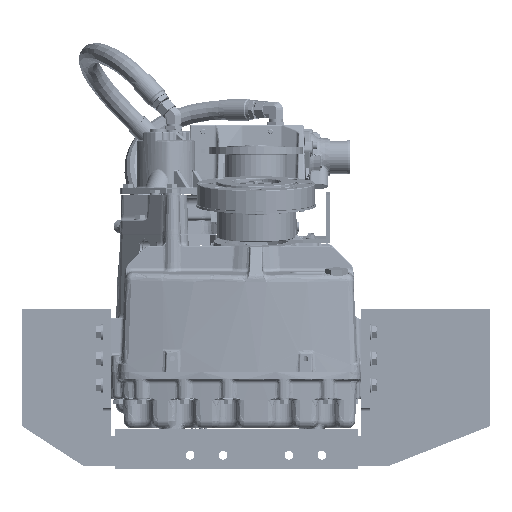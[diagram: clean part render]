
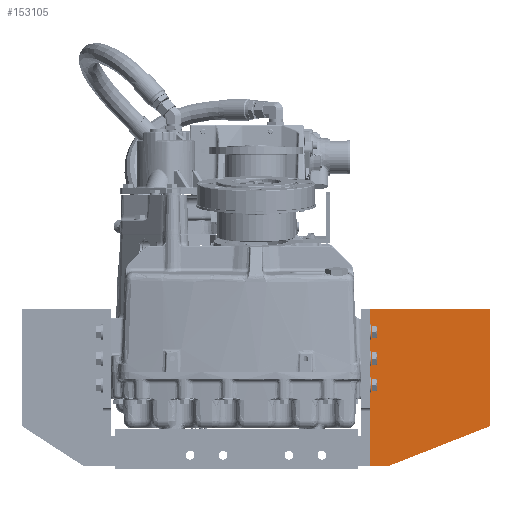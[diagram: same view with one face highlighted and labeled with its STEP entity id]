
A CAD part, front view. The second image highlights one B-rep face of the part: STEP entity #153105.
In plain terms, the highlighted planar face has unit normal (0, -1, 0).
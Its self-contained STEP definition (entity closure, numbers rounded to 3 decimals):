
#2120 = LINE ( 'NONE', #224983, #205446 ) ;
#4626 = LINE ( 'NONE', #13427, #151638 ) ;
#7158 = CARTESIAN_POINT ( 'NONE',  ( 450.85, -127., 231.762 ) ) ;
#13427 = CARTESIAN_POINT ( 'NONE',  ( 450.85, -127., 119.05 ) ) ;
#38303 = EDGE_CURVE ( 'NONE', #129275, #189039, #133154, .T. ) ;
#40587 = CARTESIAN_POINT ( 'NONE',  ( 334.963, -127., 231.762 ) ) ;
#44624 = DIRECTION ( 'NONE',  ( 1., 0., 0. ) ) ;
#50968 = CARTESIAN_POINT ( 'NONE',  ( 219.075, -127., 231.762 ) ) ;
#51202 = CARTESIAN_POINT ( 'NONE',  ( 219.075, -127., 231.762 ) ) ;
#68377 = DIRECTION ( 'NONE',  ( -1., 0., 0. ) ) ;
#72394 = CARTESIAN_POINT ( 'NONE',  ( 334.963, -127., -69.863 ) ) ;
#78695 = DIRECTION ( 'NONE',  ( 0., 0., -1. ) ) ;
#82397 = CARTESIAN_POINT ( 'NONE',  ( 219.075, -127., 80.95 ) ) ;
#105288 = PLANE ( 'NONE',  #347840 ) ;
#106243 = VERTEX_POINT ( 'NONE', #314101 ) ;
#110227 = DIRECTION ( 'NONE',  ( 0., 0., -1. ) ) ;
#129275 = VERTEX_POINT ( 'NONE', #244216 ) ;
#130309 = VECTOR ( 'NONE', #110227, 1000. ) ;
#133154 = LINE ( 'NONE', #72394, #345390 ) ;
#151638 = VECTOR ( 'NONE', #206894, 1000. ) ;
#153105 = ADVANCED_FACE ( 'NONE', ( #277166 ), #105288, .T. ) ;
#168281 = VERTEX_POINT ( 'NONE', #7158 ) ;
#176539 = ORIENTED_EDGE ( 'NONE', *, *, #317565, .T. ) ;
#189039 = VERTEX_POINT ( 'NONE', #240055 ) ;
#191117 = VERTEX_POINT ( 'NONE', #51202 ) ;
#191601 = EDGE_LOOP ( 'NONE', ( #288256, #204885, #202911, #176539, #341791 ) ) ;
#202911 = ORIENTED_EDGE ( 'NONE', *, *, #332093, .T. ) ;
#203942 = LINE ( 'NONE', #82397, #130309 ) ;
#204885 = ORIENTED_EDGE ( 'NONE', *, *, #283544, .T. ) ;
#205446 = VECTOR ( 'NONE', #252798, 1000. ) ;
#206894 = DIRECTION ( 'NONE',  ( 0., 0., 1. ) ) ;
#224983 = CARTESIAN_POINT ( 'NONE',  ( 257.175, -127., -69.863 ) ) ;
#238544 = LINE ( 'NONE', #40587, #294871 ) ;
#240055 = CARTESIAN_POINT ( 'NONE',  ( 257.175, -127., -69.863 ) ) ;
#244216 = CARTESIAN_POINT ( 'NONE',  ( 219.075, -127., -69.863 ) ) ;
#244355 = DIRECTION ( 'NONE',  ( 0., -1., 0. ) ) ;
#252798 = DIRECTION ( 'NONE',  ( 0.931, 0., 0.366 ) ) ;
#269738 = EDGE_CURVE ( 'NONE', #191117, #129275, #203942, .T. ) ;
#277166 = FACE_OUTER_BOUND ( 'NONE', #191601, .T. ) ;
#283544 = EDGE_CURVE ( 'NONE', #189039, #106243, #2120, .T. ) ;
#288256 = ORIENTED_EDGE ( 'NONE', *, *, #38303, .T. ) ;
#294871 = VECTOR ( 'NONE', #68377, 1000. ) ;
#314101 = CARTESIAN_POINT ( 'NONE',  ( 450.85, -127., 6.337 ) ) ;
#317565 = EDGE_CURVE ( 'NONE', #168281, #191117, #238544, .T. ) ;
#332093 = EDGE_CURVE ( 'NONE', #106243, #168281, #4626, .T. ) ;
#341791 = ORIENTED_EDGE ( 'NONE', *, *, #269738, .T. ) ;
#345390 = VECTOR ( 'NONE', #44624, 1000. ) ;
#347840 = AXIS2_PLACEMENT_3D ( 'NONE', #50968, #244355, #78695 ) ;
